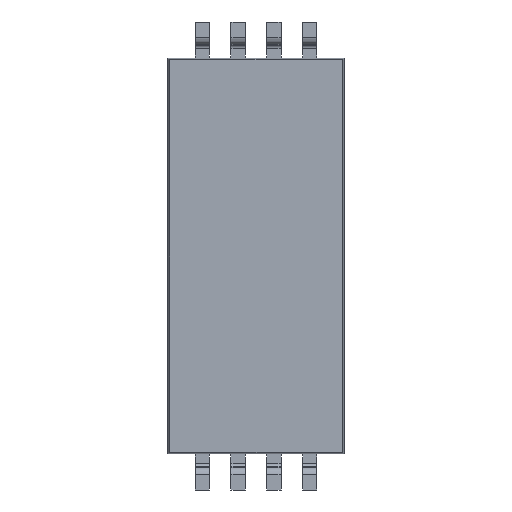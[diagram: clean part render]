
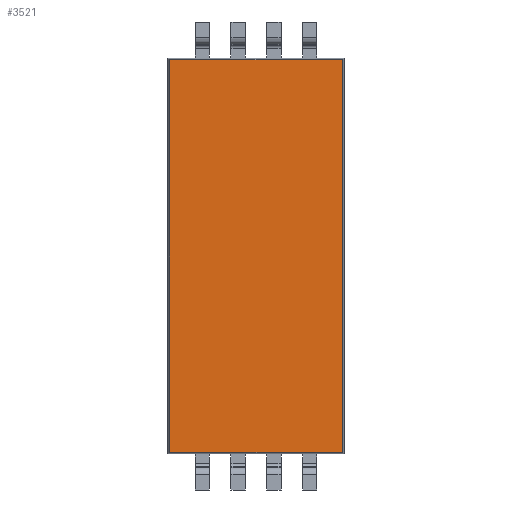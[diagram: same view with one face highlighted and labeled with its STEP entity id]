
A CAD part, front view. The second image highlights one B-rep face of the part: STEP entity #3521.
In plain terms, the highlighted planar face has unit normal (0, -1, 0).
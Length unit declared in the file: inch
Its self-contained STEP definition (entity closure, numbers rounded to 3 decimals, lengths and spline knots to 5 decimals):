
#473 = CARTESIAN_POINT ( 'NONE',  ( 0.0175, 0.007, -0.2765 ) ) ;
#485 = CARTESIAN_POINT ( 'NONE',  ( -0.2235, 0.007, -0.274 ) ) ;
#548 = VECTOR ( 'NONE', #755, 39.37008 ) ;
#640 = FACE_OUTER_BOUND ( 'NONE', #2112, .T. ) ;
#641 = CARTESIAN_POINT ( 'NONE',  ( -0.2235, 0.007, -0.2765 ) ) ;
#670 = PLANE ( 'NONE',  #2351 ) ;
#673 = CARTESIAN_POINT ( 'NONE',  ( 0.0175, 0.007, 0.274 ) ) ;
#686 = VECTOR ( 'NONE', #1529, 39.37008 ) ;
#755 = DIRECTION ( 'NONE',  ( -1., 0., 0. ) ) ;
#1093 = VERTEX_POINT ( 'NONE', #1728 ) ;
#1222 = CARTESIAN_POINT ( 'NONE',  ( 0.02, 0.007, -0.274 ) ) ;
#1299 = LINE ( 'NONE', #641, #3675 ) ;
#1338 = LINE ( 'NONE', #3429, #548 ) ;
#1529 = DIRECTION ( 'NONE',  ( 1., 0., 0. ) ) ;
#1587 = DIRECTION ( 'NONE',  ( 0., 0., 1. ) ) ;
#1590 = LINE ( 'NONE', #1222, #686 ) ;
#1728 = CARTESIAN_POINT ( 'NONE',  ( -0.2235, 0.007, 0.274 ) ) ;
#1854 = LINE ( 'NONE', #473, #3423 ) ;
#1855 = DIRECTION ( 'NONE',  ( 0., 0., -1. ) ) ;
#1892 = VERTEX_POINT ( 'NONE', #485 ) ;
#2112 = EDGE_LOOP ( 'NONE', ( #3077, #3407, #3788, #2611 ) ) ;
#2351 = AXIS2_PLACEMENT_3D ( 'NONE', #3046, #3359, #1587 ) ;
#2611 = ORIENTED_EDGE ( 'NONE', *, *, #2812, .T. ) ;
#2812 = EDGE_CURVE ( 'NONE', #3784, #3827, #1854, .T. ) ;
#2854 = DIRECTION ( 'NONE',  ( 0., 0., 1. ) ) ;
#3046 = CARTESIAN_POINT ( 'NONE',  ( 0.02, 0.007, -0.2765 ) ) ;
#3077 = ORIENTED_EDGE ( 'NONE', *, *, #3641, .T. ) ;
#3289 = EDGE_CURVE ( 'NONE', #1892, #3784, #1590, .T. ) ;
#3359 = DIRECTION ( 'NONE',  ( 0., 1., 0. ) ) ;
#3371 = EDGE_CURVE ( 'NONE', #1093, #1892, #1299, .T. ) ;
#3407 = ORIENTED_EDGE ( 'NONE', *, *, #3371, .T. ) ;
#3423 = VECTOR ( 'NONE', #2854, 39.37008 ) ;
#3429 = CARTESIAN_POINT ( 'NONE',  ( 0.02, 0.007, 0.274 ) ) ;
#3521 = ADVANCED_FACE ( 'NONE', ( #640 ), #670, .F. ) ;
#3625 = CARTESIAN_POINT ( 'NONE',  ( 0.0175, 0.007, -0.274 ) ) ;
#3641 = EDGE_CURVE ( 'NONE', #3827, #1093, #1338, .T. ) ;
#3675 = VECTOR ( 'NONE', #1855, 39.37008 ) ;
#3784 = VERTEX_POINT ( 'NONE', #3625 ) ;
#3788 = ORIENTED_EDGE ( 'NONE', *, *, #3289, .T. ) ;
#3827 = VERTEX_POINT ( 'NONE', #673 ) ;
